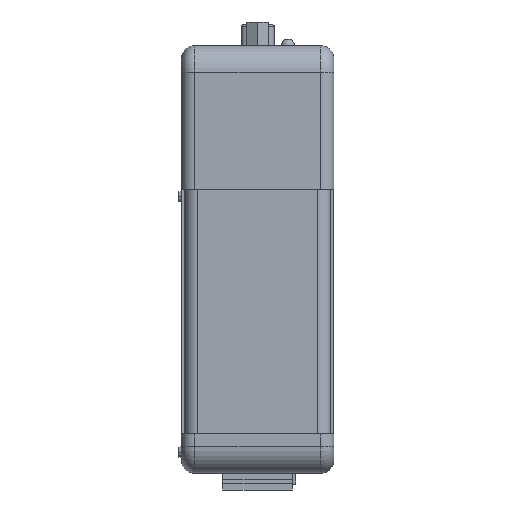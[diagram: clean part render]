
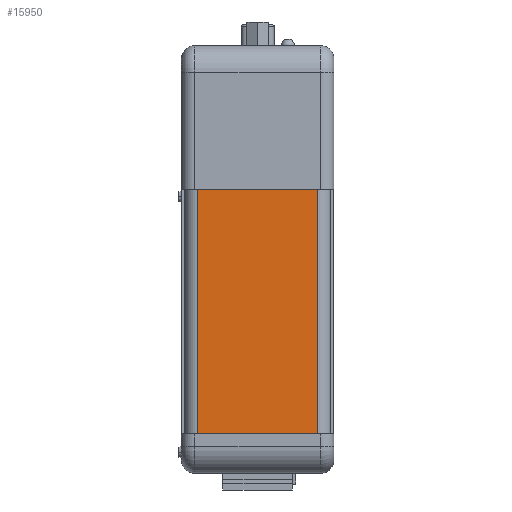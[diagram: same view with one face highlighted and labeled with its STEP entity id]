
A CAD part, front view. The second image highlights one B-rep face of the part: STEP entity #15950.
In plain terms, the highlighted planar face has unit normal (0, -1, 0).
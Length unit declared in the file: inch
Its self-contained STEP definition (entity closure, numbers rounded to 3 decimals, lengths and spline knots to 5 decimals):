
#118 = ORIENTED_EDGE ( 'NONE', *, *, #4960, .F. ) ;
#291 = DIRECTION ( 'NONE',  ( -1., 0., 0. ) ) ;
#852 = ORIENTED_EDGE ( 'NONE', *, *, #7039, .T. ) ;
#1343 = CARTESIAN_POINT ( 'NONE',  ( 0.5625, -2.9225, -1.63 ) ) ;
#1722 = CARTESIAN_POINT ( 'NONE',  ( 0.5625, -2.9225, 0.655 ) ) ;
#1901 = PLANE ( 'NONE',  #16820 ) ;
#3454 = VECTOR ( 'NONE', #291, 39.37008 ) ;
#3511 = CARTESIAN_POINT ( 'NONE',  ( 0.5625, -2.9225, 0.655 ) ) ;
#4010 = DIRECTION ( 'NONE',  ( 0., 0., -1. ) ) ;
#4081 = EDGE_LOOP ( 'NONE', ( #5353, #118, #10095, #852 ) ) ;
#4456 = EDGE_CURVE ( 'NONE', #12168, #9292, #15715, .T. ) ;
#4960 = EDGE_CURVE ( 'NONE', #12168, #14820, #13371, .T. ) ;
#5045 = DIRECTION ( 'NONE',  ( 0., 0., -1. ) ) ;
#5353 = ORIENTED_EDGE ( 'NONE', *, *, #18323, .F. ) ;
#5907 = CARTESIAN_POINT ( 'NONE',  ( -0.5625, -2.9225, 0.655 ) ) ;
#6965 = CARTESIAN_POINT ( 'NONE',  ( 0.5625, -2.9225, -1.63 ) ) ;
#7039 = EDGE_CURVE ( 'NONE', #9292, #10244, #18250, .T. ) ;
#7113 = VECTOR ( 'NONE', #11220, 39.37008 ) ;
#7750 = LINE ( 'NONE', #6965, #15511 ) ;
#9040 = VECTOR ( 'NONE', #4010, 39.37008 ) ;
#9292 = VERTEX_POINT ( 'NONE', #5907 ) ;
#10095 = ORIENTED_EDGE ( 'NONE', *, *, #4456, .T. ) ;
#10244 = VERTEX_POINT ( 'NONE', #12541 ) ;
#11220 = DIRECTION ( 'NONE',  ( 0., 0., -1. ) ) ;
#12168 = VERTEX_POINT ( 'NONE', #15571 ) ;
#12541 = CARTESIAN_POINT ( 'NONE',  ( -0.5625, -2.9225, -1.63 ) ) ;
#12763 = CARTESIAN_POINT ( 'NONE',  ( -0.5625, -2.9225, 0.655 ) ) ;
#13371 = LINE ( 'NONE', #15792, #9040 ) ;
#13854 = DIRECTION ( 'NONE',  ( 0., -1., 0. ) ) ;
#14820 = VERTEX_POINT ( 'NONE', #1343 ) ;
#15468 = FACE_OUTER_BOUND ( 'NONE', #4081, .T. ) ;
#15511 = VECTOR ( 'NONE', #18541, 39.37008 ) ;
#15571 = CARTESIAN_POINT ( 'NONE',  ( 0.5625, -2.9225, 0.655 ) ) ;
#15715 = LINE ( 'NONE', #1722, #3454 ) ;
#15792 = CARTESIAN_POINT ( 'NONE',  ( 0.5625, -2.9225, 0.655 ) ) ;
#15950 = ADVANCED_FACE ( 'NONE', ( #15468 ), #1901, .T. ) ;
#16820 = AXIS2_PLACEMENT_3D ( 'NONE', #3511, #13854, #5045 ) ;
#18250 = LINE ( 'NONE', #12763, #7113 ) ;
#18323 = EDGE_CURVE ( 'NONE', #14820, #10244, #7750, .T. ) ;
#18541 = DIRECTION ( 'NONE',  ( -1., 0., 0. ) ) ;
